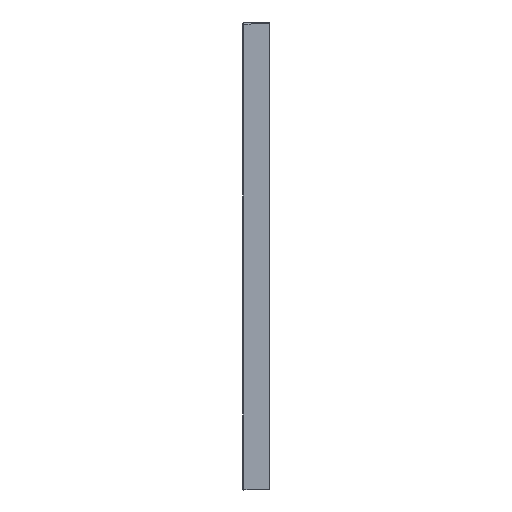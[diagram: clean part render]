
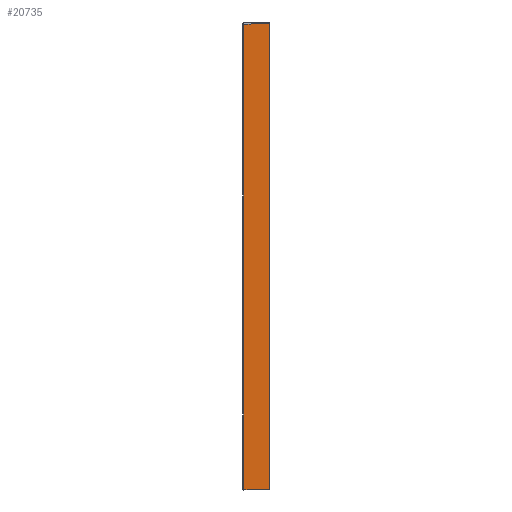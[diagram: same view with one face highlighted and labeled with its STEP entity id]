
A CAD part, left-side view. The second image highlights one B-rep face of the part: STEP entity #20735.
In plain terms, the highlighted planar face has unit normal (-0.999, 0.035, 0).
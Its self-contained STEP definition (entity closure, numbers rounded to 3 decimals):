
#314=CARTESIAN_POINT('',(-600.,-40.,435.501));
#950=DIRECTION('',(-0.035,-0.999,0.));
#951=VECTOR('',#950,38.038);
#952=CARTESIAN_POINT('',(-598.673,-1.986,
-262.5));
#953=LINE('',#952,#951);
#1205=CARTESIAN_POINT('',(-598.671,-1.932,
434.172));
#1206=CARTESIAN_POINT('',(-598.671,-1.938,
422.374));
#1207=CARTESIAN_POINT('',(-598.671,-1.95,
398.741));
#1208=CARTESIAN_POINT('',(-598.672,-1.968,
363.184));
#1209=CARTESIAN_POINT('',(-598.672,-1.98,
339.407));
#1210=CARTESIAN_POINT('',(-598.673,-1.986,
327.5));
#1212=CARTESIAN_POINT('',(-598.673,-1.986,
327.5));
#1252=CARTESIAN_POINT('',(-598.673,-1.986,
-252.5));
#1253=CARTESIAN_POINT('',(-598.673,-1.986,
-221.007));
#1254=CARTESIAN_POINT('',(-598.672,-1.97,
-158.131));
#1255=CARTESIAN_POINT('',(-598.671,-1.933,
-61.464));
#1256=CARTESIAN_POINT('',(-598.67,-1.924,
3.709));
#1257=CARTESIAN_POINT('',(-598.671,-1.93,
37.5));
#1259=DIRECTION('',(0.,0.,1.));
#1260=VECTOR('',#1259,290.);
#1261=CARTESIAN_POINT('',(-598.671,-1.93,
37.5));
#1262=LINE('',#1261,#1260);
#1263=DIRECTION('',(-0.035,-0.999,0.035));
#1264=VECTOR('',#1263,38.115);
#1265=CARTESIAN_POINT('',(-598.671,-1.932,
434.172));
#1266=LINE('',#1265,#1264);
#1267=DIRECTION('',(0.,0.,-1.));
#1268=VECTOR('',#1267,698.001);
#1269=CARTESIAN_POINT('',(-600.,-40.,
435.501));
#1270=LINE('',#1269,#1268);
#1279=DIRECTION('',(0.,0.,-1.));
#1280=VECTOR('',#1279,10.);
#1281=CARTESIAN_POINT('',(-598.673,-1.986,
-252.5));
#1282=LINE('',#1281,#1280);
#17345=CARTESIAN_POINT('',(-598.671,-1.932,
434.172));
#17346=VERTEX_POINT('',#17345);
#17347=VERTEX_POINT('',#314);
#17450=CARTESIAN_POINT('',(-600.,-40.,-262.5));
#17451=VERTEX_POINT('',#17450);
#18677=CARTESIAN_POINT('',(-598.671,-1.93,
37.5));
#18678=VERTEX_POINT('',#18677);
#18679=VERTEX_POINT('',#1212);
#18680=CARTESIAN_POINT('',(-598.673,-1.986,
-262.5));
#18681=VERTEX_POINT('',#18680);
#18682=CARTESIAN_POINT('',(-598.673,-1.986,
-252.5));
#18683=VERTEX_POINT('',#18682);
#20719=CARTESIAN_POINT('',(-599.335,-20.964,
86.501));
#20720=DIRECTION('',(0.999,-0.035,0.));
#20721=DIRECTION('',(0.035,0.999,0.));
#20722=AXIS2_PLACEMENT_3D('',#20719,#20720,#20721);
#20723=PLANE('',#20722);
#20724=ORIENTED_EDGE('',*,*,#20227,.F.);
#20726=ORIENTED_EDGE('',*,*,#20725,.F.);
#20728=ORIENTED_EDGE('',*,*,#20727,.T.);
#20729=ORIENTED_EDGE('',*,*,#20654,.T.);
#20730=ORIENTED_EDGE('',*,*,#20689,.F.);
#20731=ORIENTED_EDGE('',*,*,#19424,.T.);
#20732=ORIENTED_EDGE('',*,*,#19504,.T.);
#20733=EDGE_LOOP('',(#20724,#20726,#20728,#20729,#20730,#20731,#20732));
#20734=FACE_OUTER_BOUND('',#20733,.F.);
#20735=ADVANCED_FACE('',(#20734),#20723,.F.);
#1211=B_SPLINE_CURVE_WITH_KNOTS('',3,(#1205,#1206,#1207,#1208,#1209,#1210),
.UNSPECIFIED.,.F.,.F.,(4,1,1,4),(0.,0.333,0.667,1.),
.UNSPECIFIED.);
#1258=B_SPLINE_CURVE_WITH_KNOTS('',3,(#1252,#1253,#1254,#1255,#1256,#1257),
.UNSPECIFIED.,.F.,.F.,(4,1,1,4),(0.,0.326,0.65,1.),
.UNSPECIFIED.);
#19424=EDGE_CURVE('',#17346,#17347,#1266,.T.);
#19504=EDGE_CURVE('',#17347,#17451,#1270,.T.);
#20227=EDGE_CURVE('',#18681,#17451,#953,.T.);
#20654=EDGE_CURVE('',#18678,#18679,#1262,.T.);
#20689=EDGE_CURVE('',#17346,#18679,#1211,.T.);
#20725=EDGE_CURVE('',#18683,#18681,#1282,.T.);
#20727=EDGE_CURVE('',#18683,#18678,#1258,.T.);
